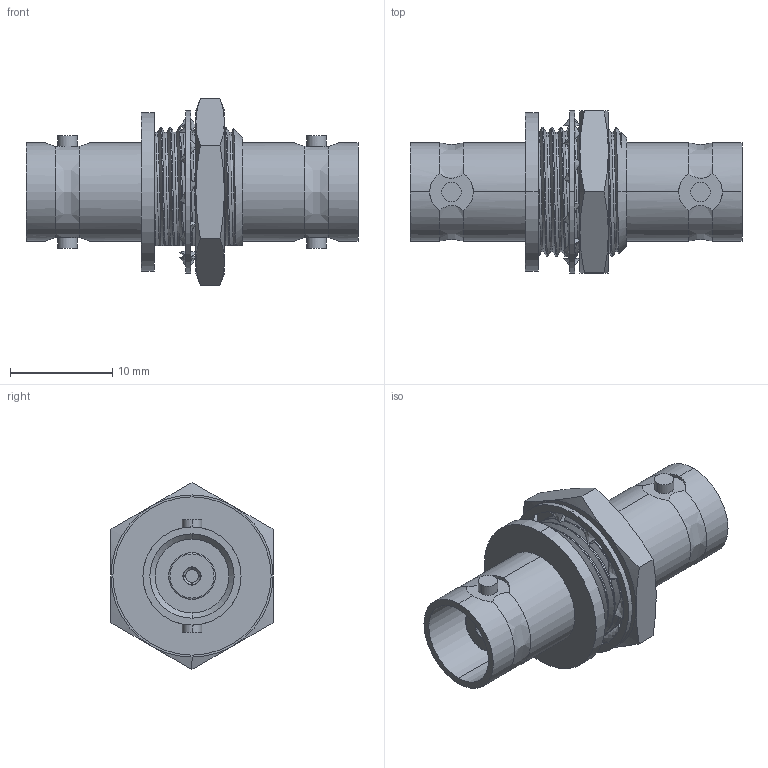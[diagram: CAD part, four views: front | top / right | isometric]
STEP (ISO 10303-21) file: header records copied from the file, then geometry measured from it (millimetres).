
FILE_DESCRIPTION (( 'STEP AP203' ), '1' );
FILE_NAME ('PE9172.step', '2018-05-24T14:26:53', ( '' ), ( '' ), 'SwSTEP 2.0', 'SolidWorks 2017', '' );
FILE_SCHEMA (( 'CONFIG_CONTROL_DESIGN' ));
Length unit declared in the file: inch
Products named in the file (1): PE9172
Bounding box: 32.51 x 15.88 x 18.33 mm (x, y, z)
Volume: 2297.8 mm3; surface area: 3214.3 mm2
Topology: 5 solids, 5 shells, 276 faces, 777 edges, 522 vertices
Faces by surface type: cylinder 88, bspline 78, plane 74, cone 32, torus 4
Entity records: 23486 total; most frequent: CARTESIAN_POINT 16970, ORIENTED_EDGE 1554, DIRECTION 1085, EDGE_CURVE 777, VERTEX_POINT 522, AXIS2_PLACEMENT_3D 407, EDGE_LOOP 295, ADVANCED_FACE 276
